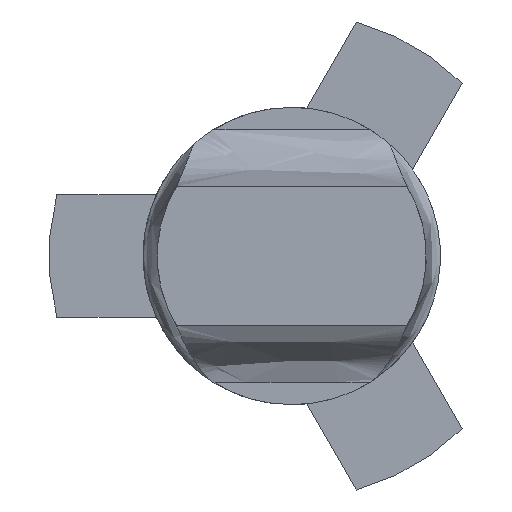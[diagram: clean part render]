
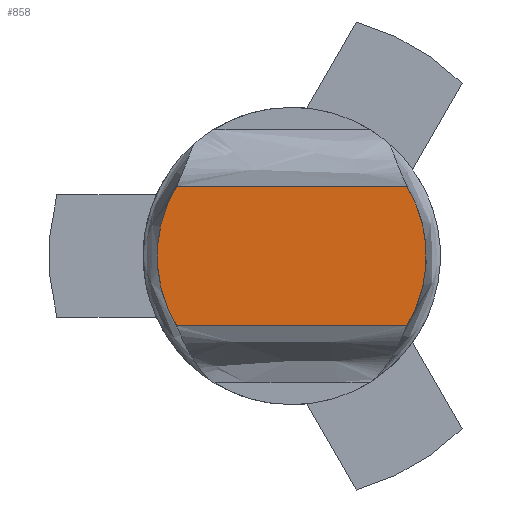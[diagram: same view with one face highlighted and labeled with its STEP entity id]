
A CAD part, left-side view. The second image highlights one B-rep face of the part: STEP entity #858.
In plain terms, the highlighted planar face has unit normal (-1, 0, 0).
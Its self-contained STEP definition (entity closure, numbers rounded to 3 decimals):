
#5 = CIRCLE ( 'NONE', #1645, 3.575 ) ;
#7 = EDGE_CURVE ( 'NONE', #1229, #540, #1151, .T. ) ;
#62 = VECTOR ( 'NONE', #276, 1000. ) ;
#103 = CARTESIAN_POINT ( 'NONE',  ( -5., -3.059, 5.8 ) ) ;
#142 = VERTEX_POINT ( 'NONE', #465 ) ;
#203 = AXIS2_PLACEMENT_3D ( 'NONE', #1022, #890, #1321 ) ;
#236 = EDGE_CURVE ( 'NONE', #142, #1229, #1173, .T. ) ;
#276 = DIRECTION ( 'NONE',  ( 0., -1., 0. ) ) ;
#305 = CARTESIAN_POINT ( 'NONE',  ( -5., 3.059, 5.8 ) ) ;
#356 = DIRECTION ( 'NONE',  ( 0., 1., 0. ) ) ;
#359 = PLANE ( 'NONE',  #203 ) ;
#429 = EDGE_CURVE ( 'NONE', #540, #888, #5, .T. ) ;
#465 = CARTESIAN_POINT ( 'NONE',  ( -5., -3.059, 2.1 ) ) ;
#479 = DIRECTION ( 'NONE',  ( 0., 0., 1. ) ) ;
#486 = FACE_OUTER_BOUND ( 'NONE', #1067, .T. ) ;
#492 = DIRECTION ( 'NONE',  ( -1., 0., 0. ) ) ;
#540 = VERTEX_POINT ( 'NONE', #305 ) ;
#596 = DIRECTION ( 'NONE',  ( -1., 0., 0. ) ) ;
#673 = ORIENTED_EDGE ( 'NONE', *, *, #429, .T. ) ;
#762 = CARTESIAN_POINT ( 'NONE',  ( -5., 0., 3.95 ) ) ;
#800 = CARTESIAN_POINT ( 'NONE',  ( -5., 0., 3.95 ) ) ;
#858 = ADVANCED_FACE ( 'NONE', ( #486 ), #359, .T. ) ;
#888 = VERTEX_POINT ( 'NONE', #1023 ) ;
#890 = DIRECTION ( 'NONE',  ( -1., 0., 0. ) ) ;
#899 = CARTESIAN_POINT ( 'NONE',  ( -5., 3.059, 2.1 ) ) ;
#917 = AXIS2_PLACEMENT_3D ( 'NONE', #762, #596, #479 ) ;
#1012 = EDGE_CURVE ( 'NONE', #888, #142, #1344, .T. ) ;
#1022 = CARTESIAN_POINT ( 'NONE',  ( -5., 0., 3.95 ) ) ;
#1023 = CARTESIAN_POINT ( 'NONE',  ( -5., 3.059, 2.1 ) ) ;
#1067 = EDGE_LOOP ( 'NONE', ( #673, #1643, #1601, #1194 ) ) ;
#1151 = LINE ( 'NONE', #1576, #1210 ) ;
#1173 = CIRCLE ( 'NONE', #917, 3.575 ) ;
#1194 = ORIENTED_EDGE ( 'NONE', *, *, #7, .T. ) ;
#1210 = VECTOR ( 'NONE', #356, 1000. ) ;
#1229 = VERTEX_POINT ( 'NONE', #103 ) ;
#1321 = DIRECTION ( 'NONE',  ( 0., 0., 1. ) ) ;
#1344 = LINE ( 'NONE', #899, #62 ) ;
#1350 = DIRECTION ( 'NONE',  ( 0., 0., 1. ) ) ;
#1576 = CARTESIAN_POINT ( 'NONE',  ( -5., -3.059, 5.8 ) ) ;
#1601 = ORIENTED_EDGE ( 'NONE', *, *, #236, .T. ) ;
#1643 = ORIENTED_EDGE ( 'NONE', *, *, #1012, .T. ) ;
#1645 = AXIS2_PLACEMENT_3D ( 'NONE', #800, #492, #1350 ) ;
